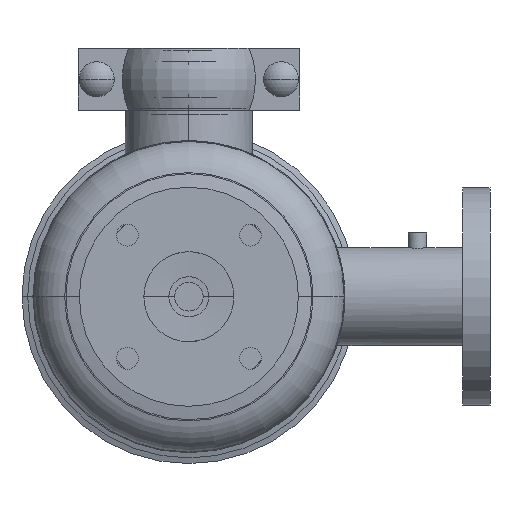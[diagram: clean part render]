
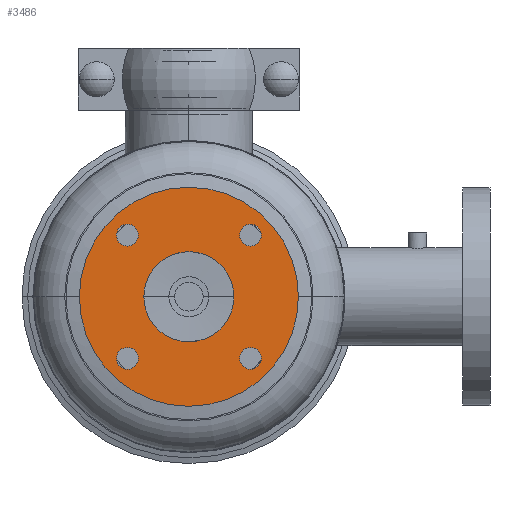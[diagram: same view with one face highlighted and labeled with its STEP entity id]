
A CAD part, front view. The second image highlights one B-rep face of the part: STEP entity #3486.
In plain terms, the highlighted planar face has unit normal (0, -1, 0).
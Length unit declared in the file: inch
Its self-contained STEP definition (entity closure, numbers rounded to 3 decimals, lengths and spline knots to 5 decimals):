
#133 = FACE_BOUND ( 'NONE', #1962, .T. ) ;
#137 = AXIS2_PLACEMENT_3D ( 'NONE', #1356, #9415, #5033 ) ;
#153 = CIRCLE ( 'NONE', #7059, 0.375 ) ;
#177 = VERTEX_POINT ( 'NONE', #1088 ) ;
#191 = ORIENTED_EDGE ( 'NONE', *, *, #792, .T. ) ;
#235 = FACE_OUTER_BOUND ( 'NONE', #363, .T. ) ;
#339 = EDGE_CURVE ( 'NONE', #7461, #8213, #4926, .T. ) ;
#363 = EDGE_LOOP ( 'NONE', ( #191, #8984 ) ) ;
#379 = CARTESIAN_POINT ( 'NONE',  ( 2.12132, 0.00001, -2.12132 ) ) ;
#390 = DIRECTION ( 'NONE',  ( 0., -1., 0. ) ) ;
#478 = FACE_BOUND ( 'NONE', #8607, .T. ) ;
#564 = ORIENTED_EDGE ( 'NONE', *, *, #5262, .T. ) ;
#571 = DIRECTION ( 'NONE',  ( 0., 1., 0. ) ) ;
#620 = DIRECTION ( 'NONE',  ( 1., 0., 0. ) ) ;
#784 = ORIENTED_EDGE ( 'NONE', *, *, #2429, .T. ) ;
#792 = EDGE_CURVE ( 'NONE', #4584, #6444, #6183, .T. ) ;
#824 = AXIS2_PLACEMENT_3D ( 'NONE', #1487, #9498, #3599 ) ;
#925 = EDGE_CURVE ( 'NONE', #1723, #177, #7651, .T. ) ;
#982 = EDGE_LOOP ( 'NONE', ( #3028, #9428 ) ) ;
#1088 = CARTESIAN_POINT ( 'NONE',  ( 2.49632, 0.00001, -2.12132 ) ) ;
#1173 = CIRCLE ( 'NONE', #3401, 1.55315 ) ;
#1247 = DIRECTION ( 'NONE',  ( 0., -1., 0. ) ) ;
#1295 = EDGE_LOOP ( 'NONE', ( #564, #784 ) ) ;
#1356 = CARTESIAN_POINT ( 'NONE',  ( -2.12132, 0.00001, -2.12132 ) ) ;
#1382 = ORIENTED_EDGE ( 'NONE', *, *, #3386, .F. ) ;
#1487 = CARTESIAN_POINT ( 'NONE',  ( 2.12132, 0.00001, -2.12132 ) ) ;
#1636 = DIRECTION ( 'NONE',  ( 0., -1., 0. ) ) ;
#1723 = VERTEX_POINT ( 'NONE', #7462 ) ;
#1733 = AXIS2_PLACEMENT_3D ( 'NONE', #2785, #4295, #620 ) ;
#1800 = VERTEX_POINT ( 'NONE', #2755 ) ;
#1851 = FACE_BOUND ( 'NONE', #9194, .T. ) ;
#1862 = EDGE_CURVE ( 'NONE', #6452, #7344, #7200, .T. ) ;
#1928 = CARTESIAN_POINT ( 'NONE',  ( 0., 0.00001, 0. ) ) ;
#1956 = FACE_BOUND ( 'NONE', #982, .T. ) ;
#1962 = EDGE_LOOP ( 'NONE', ( #8138, #2304 ) ) ;
#2000 = CARTESIAN_POINT ( 'NONE',  ( -2.12132, 0.00001, -2.12132 ) ) ;
#2168 = CARTESIAN_POINT ( 'NONE',  ( -1.74632, 0.00001, -2.12132 ) ) ;
#2188 = CIRCLE ( 'NONE', #7296, 0.375 ) ;
#2200 = DIRECTION ( 'NONE',  ( 1., 0., 0. ) ) ;
#2285 = CIRCLE ( 'NONE', #3469, 3.77398 ) ;
#2304 = ORIENTED_EDGE ( 'NONE', *, *, #339, .F. ) ;
#2429 = EDGE_CURVE ( 'NONE', #1800, #7142, #3829, .T. ) ;
#2485 = ORIENTED_EDGE ( 'NONE', *, *, #5115, .F. ) ;
#2536 = CARTESIAN_POINT ( 'NONE',  ( 1.55315, 0.00001, 0. ) ) ;
#2601 = CARTESIAN_POINT ( 'NONE',  ( 3.77398, 0.00001, 0. ) ) ;
#2694 = DIRECTION ( 'NONE',  ( 1., 0., 0. ) ) ;
#2755 = CARTESIAN_POINT ( 'NONE',  ( -1.55315, 0.00001, 0. ) ) ;
#2783 = CARTESIAN_POINT ( 'NONE',  ( -2.49632, 0.00001, -2.12132 ) ) ;
#2785 = CARTESIAN_POINT ( 'NONE',  ( -2.12132, 0.00001, 2.12132 ) ) ;
#2937 = ORIENTED_EDGE ( 'NONE', *, *, #6902, .F. ) ;
#3028 = ORIENTED_EDGE ( 'NONE', *, *, #1862, .F. ) ;
#3095 = AXIS2_PLACEMENT_3D ( 'NONE', #8650, #571, #7114 ) ;
#3343 = CIRCLE ( 'NONE', #6573, 0.375 ) ;
#3386 = EDGE_CURVE ( 'NONE', #8743, #7128, #3343, .T. ) ;
#3401 = AXIS2_PLACEMENT_3D ( 'NONE', #4330, #3542, #3614 ) ;
#3406 = DIRECTION ( 'NONE',  ( 1., 0., 0. ) ) ;
#3448 = DIRECTION ( 'NONE',  ( 0., -1., 0. ) ) ;
#3469 = AXIS2_PLACEMENT_3D ( 'NONE', #1928, #5509, #3406 ) ;
#3486 = ADVANCED_FACE ( 'NONE', ( #1956, #133, #1851, #478, #235, #7846 ), #4136, .T. ) ;
#3542 = DIRECTION ( 'NONE',  ( 0., 1., 0. ) ) ;
#3599 = DIRECTION ( 'NONE',  ( 1., 0., 0. ) ) ;
#3614 = DIRECTION ( 'NONE',  ( 1., 0., 0. ) ) ;
#3829 = CIRCLE ( 'NONE', #3095, 1.55315 ) ;
#4082 = DIRECTION ( 'NONE',  ( 1., 0., 0. ) ) ;
#4136 = PLANE ( 'NONE',  #5651 ) ;
#4200 = CIRCLE ( 'NONE', #137, 0.375 ) ;
#4295 = DIRECTION ( 'NONE',  ( 0., -1., 0. ) ) ;
#4330 = CARTESIAN_POINT ( 'NONE',  ( 0., 0.00001, 0. ) ) ;
#4464 = CARTESIAN_POINT ( 'NONE',  ( -3.77398, 0.00001, 0. ) ) ;
#4584 = VERTEX_POINT ( 'NONE', #2601 ) ;
#4782 = EDGE_CURVE ( 'NONE', #8213, #7461, #4200, .T. ) ;
#4795 = AXIS2_PLACEMENT_3D ( 'NONE', #7708, #5554, #4082 ) ;
#4849 = AXIS2_PLACEMENT_3D ( 'NONE', #2000, #3448, #4999 ) ;
#4925 = AXIS2_PLACEMENT_3D ( 'NONE', #6086, #1636, #8950 ) ;
#4926 = CIRCLE ( 'NONE', #4849, 0.375 ) ;
#4999 = DIRECTION ( 'NONE',  ( 1., 0., 0. ) ) ;
#5033 = DIRECTION ( 'NONE',  ( 1., 0., 0. ) ) ;
#5115 = EDGE_CURVE ( 'NONE', #177, #1723, #153, .T. ) ;
#5262 = EDGE_CURVE ( 'NONE', #7142, #1800, #1173, .T. ) ;
#5281 = CARTESIAN_POINT ( 'NONE',  ( 2.49632, 0.00001, 2.12132 ) ) ;
#5328 = EDGE_CURVE ( 'NONE', #7344, #6452, #8797, .T. ) ;
#5504 = DIRECTION ( 'NONE',  ( 0., -1., 0. ) ) ;
#5509 = DIRECTION ( 'NONE',  ( 0., -1., 0. ) ) ;
#5554 = DIRECTION ( 'NONE',  ( 0., -1., 0. ) ) ;
#5651 = AXIS2_PLACEMENT_3D ( 'NONE', #9244, #1247, #2694 ) ;
#5670 = CARTESIAN_POINT ( 'NONE',  ( 2.12132, 0.00001, 2.12132 ) ) ;
#6086 = CARTESIAN_POINT ( 'NONE',  ( -2.12132, 0.00001, 2.12132 ) ) ;
#6183 = CIRCLE ( 'NONE', #4795, 3.77398 ) ;
#6302 = DIRECTION ( 'NONE',  ( 1., 0., 0. ) ) ;
#6444 = VERTEX_POINT ( 'NONE', #4464 ) ;
#6452 = VERTEX_POINT ( 'NONE', #8031 ) ;
#6573 = AXIS2_PLACEMENT_3D ( 'NONE', #5670, #390, #8542 ) ;
#6902 = EDGE_CURVE ( 'NONE', #7128, #8743, #2188, .T. ) ;
#7059 = AXIS2_PLACEMENT_3D ( 'NONE', #379, #5504, #6302 ) ;
#7114 = DIRECTION ( 'NONE',  ( 1., 0., 0. ) ) ;
#7128 = VERTEX_POINT ( 'NONE', #7739 ) ;
#7142 = VERTEX_POINT ( 'NONE', #2536 ) ;
#7200 = CIRCLE ( 'NONE', #4925, 0.375 ) ;
#7296 = AXIS2_PLACEMENT_3D ( 'NONE', #8114, #8145, #2200 ) ;
#7344 = VERTEX_POINT ( 'NONE', #9106 ) ;
#7461 = VERTEX_POINT ( 'NONE', #2783 ) ;
#7462 = CARTESIAN_POINT ( 'NONE',  ( 1.74632, 0.00001, -2.12132 ) ) ;
#7644 = ORIENTED_EDGE ( 'NONE', *, *, #925, .F. ) ;
#7651 = CIRCLE ( 'NONE', #824, 0.375 ) ;
#7708 = CARTESIAN_POINT ( 'NONE',  ( 0., 0.00001, 0. ) ) ;
#7739 = CARTESIAN_POINT ( 'NONE',  ( 1.74632, 0.00001, 2.12132 ) ) ;
#7846 = FACE_BOUND ( 'NONE', #1295, .T. ) ;
#8031 = CARTESIAN_POINT ( 'NONE',  ( -1.74632, 0.00001, 2.12132 ) ) ;
#8114 = CARTESIAN_POINT ( 'NONE',  ( 2.12132, 0.00001, 2.12132 ) ) ;
#8138 = ORIENTED_EDGE ( 'NONE', *, *, #4782, .F. ) ;
#8145 = DIRECTION ( 'NONE',  ( 0., -1., 0. ) ) ;
#8213 = VERTEX_POINT ( 'NONE', #2168 ) ;
#8475 = EDGE_CURVE ( 'NONE', #6444, #4584, #2285, .T. ) ;
#8542 = DIRECTION ( 'NONE',  ( 1., 0., 0. ) ) ;
#8607 = EDGE_LOOP ( 'NONE', ( #1382, #2937 ) ) ;
#8650 = CARTESIAN_POINT ( 'NONE',  ( 0., 0.00001, 0. ) ) ;
#8743 = VERTEX_POINT ( 'NONE', #5281 ) ;
#8797 = CIRCLE ( 'NONE', #1733, 0.375 ) ;
#8950 = DIRECTION ( 'NONE',  ( 1., 0., 0. ) ) ;
#8984 = ORIENTED_EDGE ( 'NONE', *, *, #8475, .T. ) ;
#9106 = CARTESIAN_POINT ( 'NONE',  ( -2.49632, 0.00001, 2.12132 ) ) ;
#9194 = EDGE_LOOP ( 'NONE', ( #2485, #7644 ) ) ;
#9244 = CARTESIAN_POINT ( 'NONE',  ( 0., 0.00001, 0. ) ) ;
#9415 = DIRECTION ( 'NONE',  ( 0., -1., 0. ) ) ;
#9428 = ORIENTED_EDGE ( 'NONE', *, *, #5328, .F. ) ;
#9498 = DIRECTION ( 'NONE',  ( 0., -1., 0. ) ) ;
